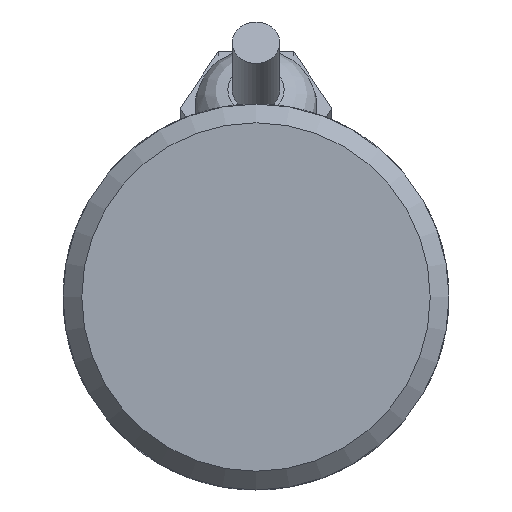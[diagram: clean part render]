
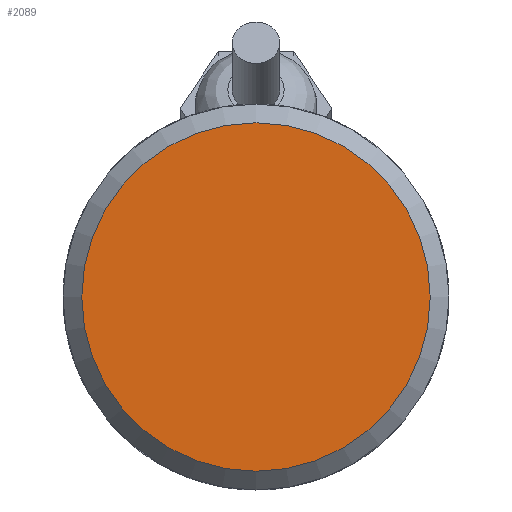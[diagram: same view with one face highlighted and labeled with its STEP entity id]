
A CAD part, left-side view. The second image highlights one B-rep face of the part: STEP entity #2089.
In plain terms, the highlighted planar face has unit normal (-1, 0, 0).
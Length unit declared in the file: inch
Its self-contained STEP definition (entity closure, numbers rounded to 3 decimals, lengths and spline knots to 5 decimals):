
#206=PLANE('',#2257);
#311=FACE_OUTER_BOUND('',#444,.T.);
#444=EDGE_LOOP('',(#1694));
#757=CIRCLE('',#2249,0.73126);
#929=VERTEX_POINT('',#4915);
#1214=EDGE_CURVE('',#929,#929,#757,.T.);
#1694=ORIENTED_EDGE('',*,*,#1214,.F.);
#2089=ADVANCED_FACE('',(#311),#206,.F.);
#2249=AXIS2_PLACEMENT_3D('',#4916,#2642,#2643);
#2257=AXIS2_PLACEMENT_3D('',#5325,#2671,#2672);
#2642=DIRECTION('center_axis',(1.,0.,0.));
#2643=DIRECTION('ref_axis',(0.,0.,-1.));
#2671=DIRECTION('center_axis',(1.,0.,0.));
#2672=DIRECTION('ref_axis',(0.,0.,-1.));
#4915=CARTESIAN_POINT('',(-5.75,0.,0.73126));
#4916=CARTESIAN_POINT('Origin',(-5.75,0.,0.));
#5325=CARTESIAN_POINT('Origin',(-5.75,0.,0.));
